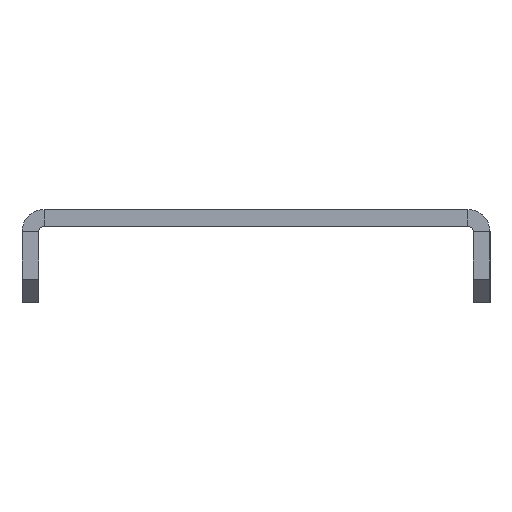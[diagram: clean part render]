
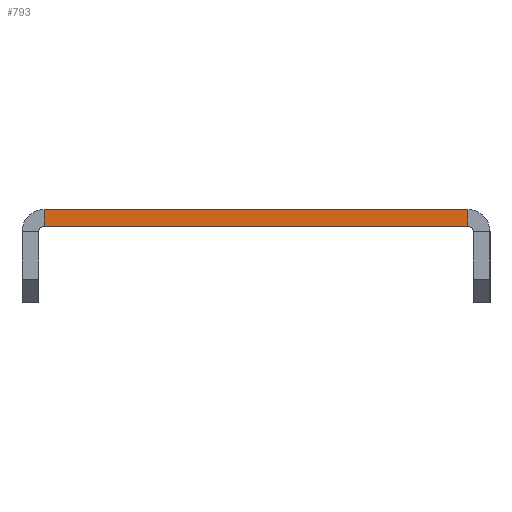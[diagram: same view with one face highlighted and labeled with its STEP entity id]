
A CAD part, left-side view. The second image highlights one B-rep face of the part: STEP entity #793.
In plain terms, the highlighted planar face has unit normal (-1, 0, 0).
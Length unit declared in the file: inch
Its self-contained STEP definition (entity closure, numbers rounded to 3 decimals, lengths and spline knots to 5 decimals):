
#194 = VERTEX_POINT ( 'NONE', #789 ) ;
#330 = DIRECTION ( 'NONE',  ( -1., 0., 0. ) ) ;
#335 = EDGE_LOOP ( 'NONE', ( #944, #2887, #2345, #1764 ) ) ;
#394 = DIRECTION ( 'NONE',  ( 0., 0., -1. ) ) ;
#629 = EDGE_CURVE ( 'NONE', #977, #194, #1661, .T. ) ;
#724 = VECTOR ( 'NONE', #1826, 39.37008 ) ;
#789 = CARTESIAN_POINT ( 'NONE',  ( 0., 0.119, 0. ) ) ;
#793 = ADVANCED_FACE ( 'NONE', ( #2504 ), #2052, .T. ) ;
#944 = ORIENTED_EDGE ( 'NONE', *, *, #629, .F. ) ;
#968 = CARTESIAN_POINT ( 'NONE',  ( 0., 0., 0. ) ) ;
#977 = VERTEX_POINT ( 'NONE', #1440 ) ;
#1032 = LINE ( 'NONE', #1851, #2890 ) ;
#1046 = DIRECTION ( 'NONE',  ( 0., 0., 1. ) ) ;
#1065 = EDGE_CURVE ( 'NONE', #2507, #194, #2390, .T. ) ;
#1107 = VERTEX_POINT ( 'NONE', #2193 ) ;
#1181 = DIRECTION ( 'NONE',  ( 0., 0., 1. ) ) ;
#1370 = LINE ( 'NONE', #1572, #724 ) ;
#1440 = CARTESIAN_POINT ( 'NONE',  ( 0., 2.40069, 0. ) ) ;
#1572 = CARTESIAN_POINT ( 'NONE',  ( 0., 0., -0.09 ) ) ;
#1661 = LINE ( 'NONE', #968, #2869 ) ;
#1764 = ORIENTED_EDGE ( 'NONE', *, *, #1065, .T. ) ;
#1826 = DIRECTION ( 'NONE',  ( 0., -1., 0. ) ) ;
#1851 = CARTESIAN_POINT ( 'NONE',  ( 0., 2.40069, 0. ) ) ;
#2052 = PLANE ( 'NONE',  #2167 ) ;
#2167 = AXIS2_PLACEMENT_3D ( 'NONE', #2701, #330, #1046 ) ;
#2193 = CARTESIAN_POINT ( 'NONE',  ( 0., 2.40069, -0.09 ) ) ;
#2345 = ORIENTED_EDGE ( 'NONE', *, *, #2444, .T. ) ;
#2390 = LINE ( 'NONE', #2886, #3027 ) ;
#2444 = EDGE_CURVE ( 'NONE', #1107, #2507, #1370, .T. ) ;
#2504 = FACE_OUTER_BOUND ( 'NONE', #335, .T. ) ;
#2507 = VERTEX_POINT ( 'NONE', #2561 ) ;
#2561 = CARTESIAN_POINT ( 'NONE',  ( 0., 0.119, -0.09 ) ) ;
#2667 = DIRECTION ( 'NONE',  ( 0., -1., 0. ) ) ;
#2701 = CARTESIAN_POINT ( 'NONE',  ( 0., 2.42969, -0.119 ) ) ;
#2817 = EDGE_CURVE ( 'NONE', #977, #1107, #1032, .T. ) ;
#2869 = VECTOR ( 'NONE', #2667, 39.37008 ) ;
#2886 = CARTESIAN_POINT ( 'NONE',  ( 0., 0.119, -0.09 ) ) ;
#2887 = ORIENTED_EDGE ( 'NONE', *, *, #2817, .T. ) ;
#2890 = VECTOR ( 'NONE', #394, 39.37008 ) ;
#3027 = VECTOR ( 'NONE', #1181, 39.37008 ) ;
